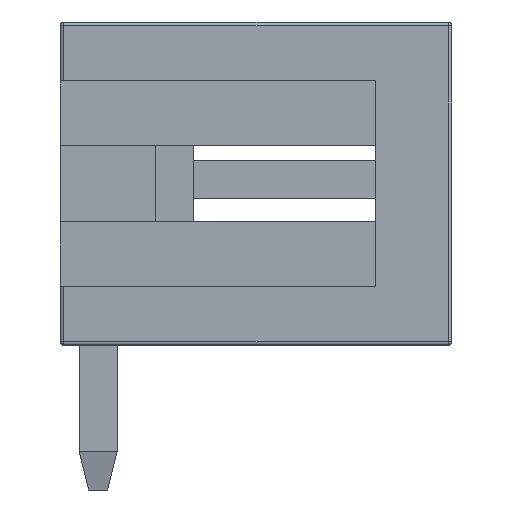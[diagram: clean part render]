
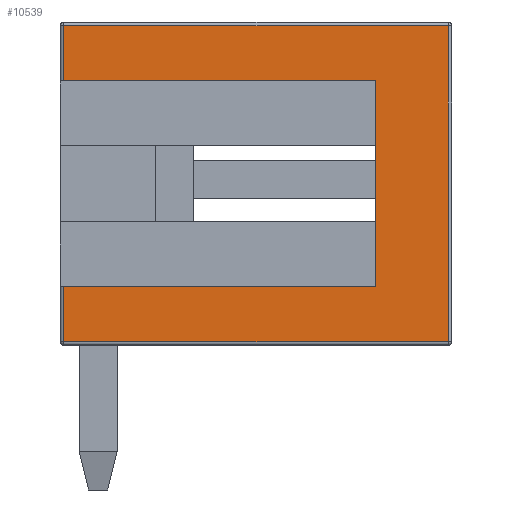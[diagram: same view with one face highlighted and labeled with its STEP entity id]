
A CAD part, left-side view. The second image highlights one B-rep face of the part: STEP entity #10539.
In plain terms, the highlighted planar face has unit normal (-1, 0, 0).
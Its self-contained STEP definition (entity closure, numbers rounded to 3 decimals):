
#4892 = VERTEX_POINT('',#4893);
#4893 = CARTESIAN_POINT('',(-2.8,0.9,0.1));
#4900 = EDGE_CURVE('',#4892,#4901,#4903,.T.);
#4901 = VERTEX_POINT('',#4902);
#4902 = CARTESIAN_POINT('',(-2.8,-9.2,0.1));
#4903 = LINE('',#4904,#4905);
#4904 = CARTESIAN_POINT('',(-2.8,1.,0.1));
#4905 = VECTOR('',#4906,1.);
#4906 = DIRECTION('',(0.,-1.,0.));
#10539 = ADVANCED_FACE('',(#10540),#10597,.F.);
#10540 = FACE_BOUND('',#10541,.F.);
#10541 = EDGE_LOOP('',(#10542,#10543,#10551,#10559,#10567,#10575,#10583,
#10591));
#10542 = ORIENTED_EDGE('',*,*,#4900,.F.);
#10543 = ORIENTED_EDGE('',*,*,#10544,.F.);
#10544 = EDGE_CURVE('',#10545,#4892,#10547,.T.);
#10545 = VERTEX_POINT('',#10546);
#10546 = CARTESIAN_POINT('',(-2.8,0.9,1.55));
#10547 = LINE('',#10548,#10549);
#10548 = CARTESIAN_POINT('',(-2.8,0.9,8.5));
#10549 = VECTOR('',#10550,1.);
#10550 = DIRECTION('',(0.,0.,-1.));
#10551 = ORIENTED_EDGE('',*,*,#10552,.F.);
#10552 = EDGE_CURVE('',#10553,#10545,#10555,.T.);
#10553 = VERTEX_POINT('',#10554);
#10554 = CARTESIAN_POINT('',(-2.8,-7.3,1.55));
#10555 = LINE('',#10556,#10557);
#10556 = CARTESIAN_POINT('',(-2.8,-3.15,1.55));
#10557 = VECTOR('',#10558,1.);
#10558 = DIRECTION('',(0.,1.,0.));
#10559 = ORIENTED_EDGE('',*,*,#10560,.F.);
#10560 = EDGE_CURVE('',#10561,#10553,#10563,.T.);
#10561 = VERTEX_POINT('',#10562);
#10562 = CARTESIAN_POINT('',(-2.8,-7.3,6.95));
#10563 = LINE('',#10564,#10565);
#10564 = CARTESIAN_POINT('',(-2.8,-7.3,6.375));
#10565 = VECTOR('',#10566,1.);
#10566 = DIRECTION('',(0.,0.,-1.));
#10567 = ORIENTED_EDGE('',*,*,#10568,.F.);
#10568 = EDGE_CURVE('',#10569,#10561,#10571,.T.);
#10569 = VERTEX_POINT('',#10570);
#10570 = CARTESIAN_POINT('',(-2.8,0.9,6.95));
#10571 = LINE('',#10572,#10573);
#10572 = CARTESIAN_POINT('',(-2.8,5.15,6.95));
#10573 = VECTOR('',#10574,1.);
#10574 = DIRECTION('',(0.,-1.,0.));
#10575 = ORIENTED_EDGE('',*,*,#10576,.F.);
#10576 = EDGE_CURVE('',#10577,#10569,#10579,.T.);
#10577 = VERTEX_POINT('',#10578);
#10578 = CARTESIAN_POINT('',(-2.8,0.9,8.4));
#10579 = LINE('',#10580,#10581);
#10580 = CARTESIAN_POINT('',(-2.8,0.9,8.5));
#10581 = VECTOR('',#10582,1.);
#10582 = DIRECTION('',(0.,0.,-1.));
#10583 = ORIENTED_EDGE('',*,*,#10584,.T.);
#10584 = EDGE_CURVE('',#10577,#10585,#10587,.T.);
#10585 = VERTEX_POINT('',#10586);
#10586 = CARTESIAN_POINT('',(-2.8,-9.2,8.4));
#10587 = LINE('',#10588,#10589);
#10588 = CARTESIAN_POINT('',(-2.8,1.,8.4));
#10589 = VECTOR('',#10590,1.);
#10590 = DIRECTION('',(0.,-1.,0.));
#10591 = ORIENTED_EDGE('',*,*,#10592,.T.);
#10592 = EDGE_CURVE('',#10585,#4901,#10593,.T.);
#10593 = LINE('',#10594,#10595);
#10594 = CARTESIAN_POINT('',(-2.8,-9.2,8.5));
#10595 = VECTOR('',#10596,1.);
#10596 = DIRECTION('',(0.,0.,-1.));
#10597 = PLANE('',#10598);
#10598 = AXIS2_PLACEMENT_3D('',#10599,#10600,#10601);
#10599 = CARTESIAN_POINT('',(-2.8,1.,8.5));
#10600 = DIRECTION('',(1.,0.,0.));
#10601 = DIRECTION('',(0.,0.,-1.));
